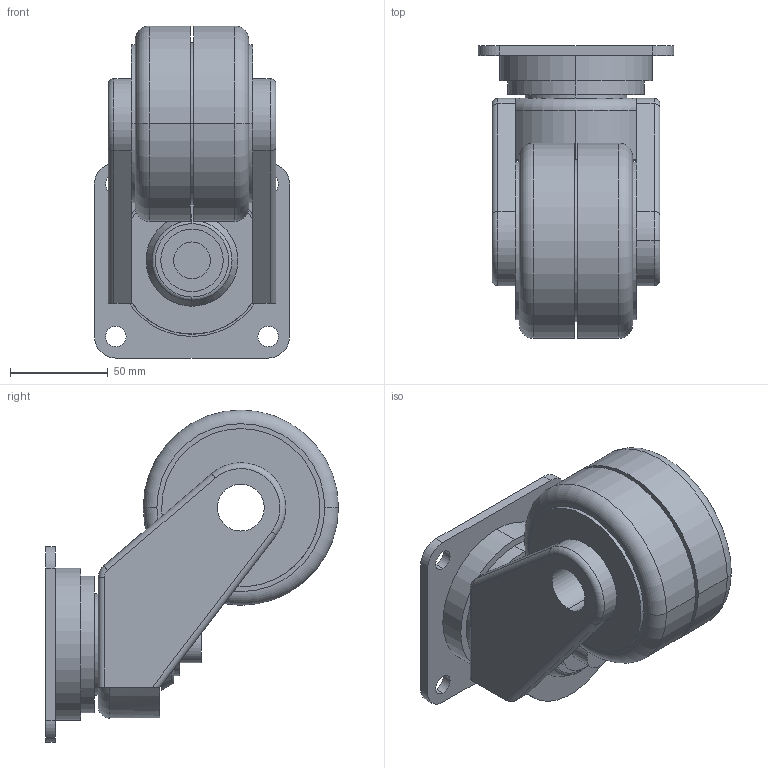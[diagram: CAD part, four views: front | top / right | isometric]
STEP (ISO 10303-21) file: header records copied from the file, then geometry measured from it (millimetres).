
FILE_DESCRIPTION (( 'STEP AP203' ), '1' );
FILE_NAME ('K-100X-N-100.STEP', '2012-03-07T07:14:37', ( '' ), ( '' ), 'SwSTEP 2.0', 'SolidWorks 2011', '' );
FILE_SCHEMA (( 'CONFIG_CONTROL_DESIGN' ));
Length unit declared in the file: millimetre
Products named in the file (1): K-100X-N-100
Bounding box: 100 x 150 x 170 mm (x, y, z)
Volume: 863192.1 mm3; surface area: 100096.9 mm2
Topology: 1 solids, 1 shells, 96 faces, 233 edges, 149 vertices
Faces by surface type: cylinder 50, plane 30, torus 14, cone 2
Entity records: 3039 total; most frequent: CARTESIAN_POINT 577, DIRECTION 550, ORIENTED_EDGE 466, EDGE_CURVE 233, AXIS2_PLACEMENT_3D 226, VERTEX_POINT 149, CIRCLE 129, EDGE_LOOP 118
